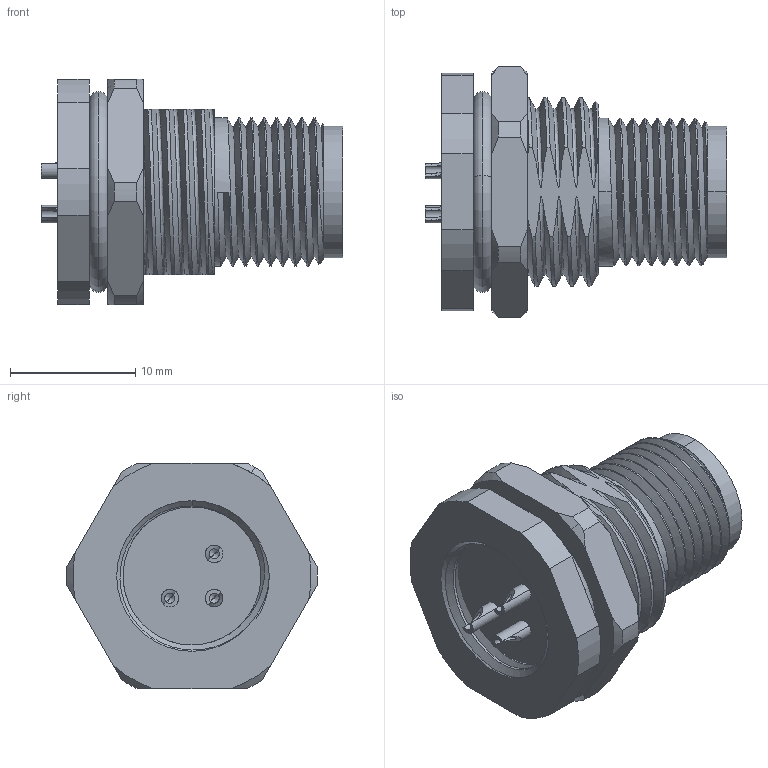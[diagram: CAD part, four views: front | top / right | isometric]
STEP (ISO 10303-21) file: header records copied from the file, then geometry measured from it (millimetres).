
FILE_DESCRIPTION (( 'STEP AP203' ), '1' );
FILE_NAME ('54-00194.STEP', '2020-10-15T17:05:12', ( '' ), ( '' ), 'SwSTEP 2.0', 'SolidWorks 2015', '' );
FILE_SCHEMA (( 'CONFIG_CONTROL_DESIGN' ));
Length unit declared in the file: millimetre
Products named in the file (6): 54-00194; 54-00194-04___; 54-00194-01___; 54-00194-02; 54-00194-05___; 54-00194-03___
Assembly tree (7 placements, depth 2):
  54-00194
    54-00194-01___
    54-00194-02
    54-00194-03___  x3
    54-00194-05___
    54-00194-04___
Bounding box: 24 x 19.99 x 18 mm (x, y, z)
Volume: 2852.3 mm3; surface area: 5079.1 mm2
Topology: 7 solids, 7 shells, 327 faces, 826 edges, 528 vertices
Faces by surface type: cylinder 130, plane 73, cone 51, bspline 45, torus 22, sphere 6
Entity records: 22754 total; most frequent: CARTESIAN_POINT 16281, ORIENTED_EDGE 1360, DIRECTION 1062, EDGE_CURVE 680, VERTEX_POINT 444, AXIS2_PLACEMENT_3D 417, EDGE_LOOP 284, ADVANCED_FACE 259
